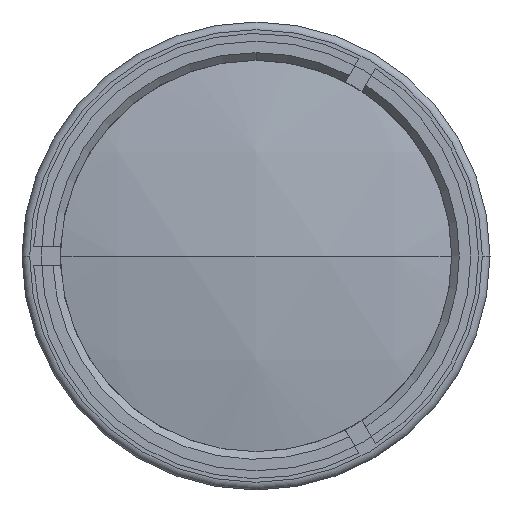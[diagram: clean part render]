
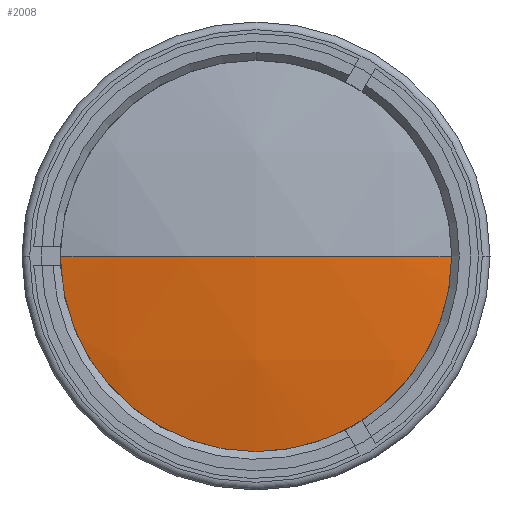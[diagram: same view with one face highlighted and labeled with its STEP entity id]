
A CAD part, left-side view. The second image highlights one B-rep face of the part: STEP entity #2008.
In plain terms, the highlighted spherical face has radius 124 mm.
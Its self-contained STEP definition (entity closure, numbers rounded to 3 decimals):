
#43 = DIRECTION ( 'NONE',  ( 0., 1., 0. ) ) ;
#370 = DIRECTION ( 'NONE',  ( 0., 0., 1. ) ) ;
#544 = CARTESIAN_POINT ( 'NONE',  ( -104.365, -27., 0. ) ) ;
#594 = AXIS2_PLACEMENT_3D ( 'NONE', #2514, #370, #2861 ) ;
#689 = CARTESIAN_POINT ( 'NONE',  ( -107.34, 0., 0. ) ) ;
#786 = AXIS2_PLACEMENT_3D ( 'NONE', #4127, #2089, #43 ) ;
#829 = AXIS2_PLACEMENT_3D ( 'NONE', #963, #3434, #1310 ) ;
#963 = CARTESIAN_POINT ( 'NONE',  ( -104.365, 0., 0. ) ) ;
#1310 = DIRECTION ( 'NONE',  ( 0., 0., 1. ) ) ;
#1402 = CARTESIAN_POINT ( 'NONE',  ( -104.365, 27., 0. ) ) ;
#1477 = DIRECTION ( 'NONE',  ( 0., 0., -1. ) ) ;
#1785 = CIRCLE ( 'NONE', #786, 124. ) ;
#1982 = VERTEX_POINT ( 'NONE', #689 ) ;
#2008 = ADVANCED_FACE ( 'NONE', ( #2292 ), #3798, .T. ) ;
#2009 = CIRCLE ( 'NONE', #594, 124. ) ;
#2089 = DIRECTION ( 'NONE',  ( 0., 0., -1. ) ) ;
#2211 = CARTESIAN_POINT ( 'NONE',  ( 16.66, 0., 0. ) ) ;
#2292 = FACE_OUTER_BOUND ( 'NONE', #4085, .T. ) ;
#2320 = ORIENTED_EDGE ( 'NONE', *, *, #3619, .F. ) ;
#2502 = CIRCLE ( 'NONE', #829, 27. ) ;
#2514 = CARTESIAN_POINT ( 'NONE',  ( 16.66, 0., 0. ) ) ;
#2752 = VERTEX_POINT ( 'NONE', #544 ) ;
#2861 = DIRECTION ( 'NONE',  ( 0., -1., 0. ) ) ;
#2946 = EDGE_CURVE ( 'NONE', #3286, #2752, #2502, .T. ) ;
#3158 = AXIS2_PLACEMENT_3D ( 'NONE', #2211, #1477, #3942 ) ;
#3183 = EDGE_CURVE ( 'NONE', #2752, #1982, #1785, .T. ) ;
#3277 = ORIENTED_EDGE ( 'NONE', *, *, #3183, .T. ) ;
#3286 = VERTEX_POINT ( 'NONE', #1402 ) ;
#3434 = DIRECTION ( 'NONE',  ( -1., 0., 0. ) ) ;
#3619 = EDGE_CURVE ( 'NONE', #3286, #1982, #2009, .T. ) ;
#3798 = SPHERICAL_SURFACE ( 'NONE', #3158, 124. ) ;
#3942 = DIRECTION ( 'NONE',  ( 0., 1., 0. ) ) ;
#4030 = ORIENTED_EDGE ( 'NONE', *, *, #2946, .T. ) ;
#4085 = EDGE_LOOP ( 'NONE', ( #4030, #3277, #2320 ) ) ;
#4127 = CARTESIAN_POINT ( 'NONE',  ( 16.66, 0., 0. ) ) ;
